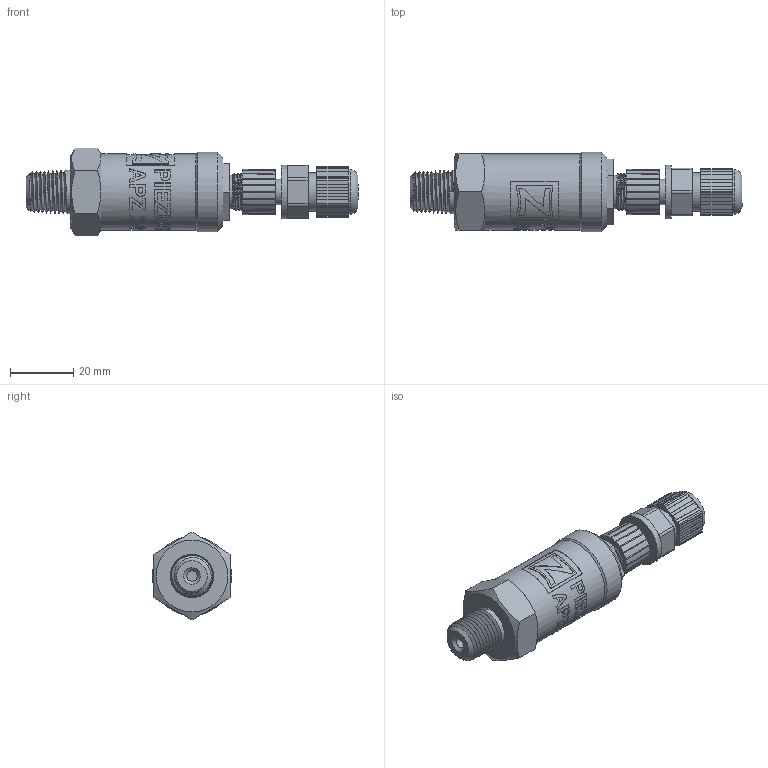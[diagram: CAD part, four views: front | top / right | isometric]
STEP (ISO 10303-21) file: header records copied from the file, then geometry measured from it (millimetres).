
FILE_DESCRIPTION(/* description */ (''),/* implementation_level */ '2;1');
FILE_NAME(/* name */ 'APZ2412_NPT1''4_M12x1.step',/* time_stamp */ '2021-06-11T16:42:54+03:00',/* author */ (''),/* organization */ (''),/* preprocessor_version */ 'ST-DEVELOPER v18.1',/* originating_system */ 'Autodesk Translation Framework v10.9.0.1377',/* authorisation */ '');
FILE_SCHEMA (('AUTOMOTIVE_DESIGN { 1 0 10303 214 3 1 1 }'));
Products named in the file (6): APZ2412_NPT1'4_M12x1; NPT 1/4; Адаптер М12х1; M12x1 assembly v4; M12x1 female straight v9; M12x1 male v16
Assembly tree (5 placements, depth 3):
  APZ2412_NPT1'4_M12x1
    NPT 1/4
    Адаптер М12х1
    M12x1 assembly v4
      M12x1 female straight v9
      M12x1 male v16
Bounding box: 104.67 x 25 x 27.71 mm (x, y, z)
Volume: 29803.5 mm3; surface area: 15878.5 mm2
Topology: 15 solids, 15 shells, 805 faces, 2244 edges, 1505 vertices
Faces by surface type: bspline 327, plane 261, cylinder 157, cone 55, torus 5
Full cylindrical faces by diameter (mm): 1 x14, 1.5 x6, 3.3 x1, 7.3 x1, 8 x3, 8.2 x1, 10.293 x1, 10.6 x2, 10.741 x6, 11.884 x5, 12 x1, 14 x3, 14.137 x8, 14.526 x14, 15.85 x6, 16.203 x15, 17 x1, 22.15 x4, 22.65 x4, 24 x1, 25 x1
Entity records: 65874 total; most frequent: CARTESIAN_POINT 47075, ORIENTED_EDGE 4488, DIRECTION 2844, EDGE_CURVE 2244, VERTEX_POINT 1505, LINE 1096, VECTOR 1096, AXIS2_PLACEMENT_3D 874
